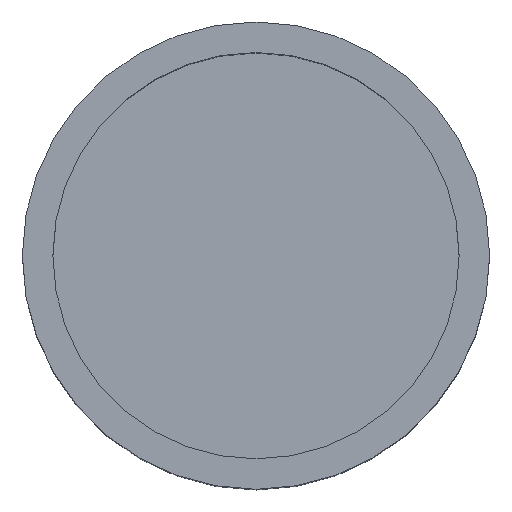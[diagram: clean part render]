
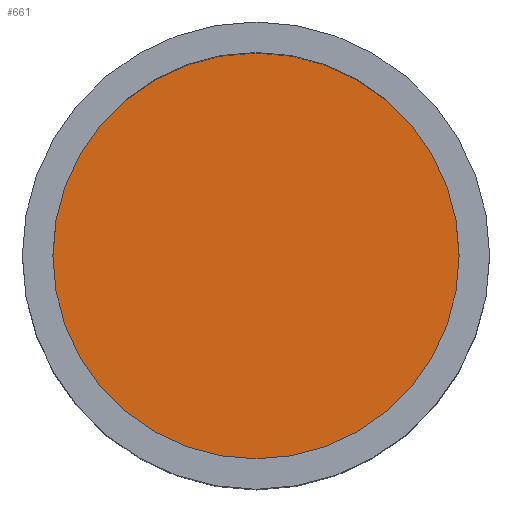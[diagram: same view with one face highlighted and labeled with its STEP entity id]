
A CAD part, top view. The second image highlights one B-rep face of the part: STEP entity #661.
In plain terms, the highlighted face is planar.
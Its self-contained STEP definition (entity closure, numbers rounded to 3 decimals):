
#636=CARTESIAN_POINT('',(0.,8.72,0.));
#637=DIRECTION('',(0.,-1.,0.));
#638=DIRECTION('',(-1.,0.,0.));
#639=AXIS2_PLACEMENT_3D('',#636,#637,#638);
#640=PLANE('',#639);
#641=CARTESIAN_POINT('',(-5.,8.72,0.));
#642=VERTEX_POINT('',#641);
#643=CARTESIAN_POINT('',(5.,8.72,-0.));
#644=VERTEX_POINT('',#643);
#645=CARTESIAN_POINT('',(0.,8.72,0.));
#646=DIRECTION('',(0.,-1.,0.));
#647=DIRECTION('',(-1.,0.,0.));
#648=AXIS2_PLACEMENT_3D('',#645,#646,#647);
#649=CIRCLE('',#648,5.);
#650=EDGE_CURVE('',#642,#644,#649,.T.);
#651=ORIENTED_EDGE('',*,*,#650,.T.);
#652=CARTESIAN_POINT('',(0.,8.72,0.));
#653=DIRECTION('',(0.,-1.,0.));
#654=DIRECTION('',(-1.,0.,0.));
#655=AXIS2_PLACEMENT_3D('',#652,#653,#654);
#656=CIRCLE('',#655,5.);
#657=EDGE_CURVE('',#644,#642,#656,.T.);
#658=ORIENTED_EDGE('',*,*,#657,.T.);
#659=EDGE_LOOP('',(#651,#658));
#660=FACE_BOUND('',#659,.T.);
#661=ADVANCED_FACE('',(#660),#640,.T.);
